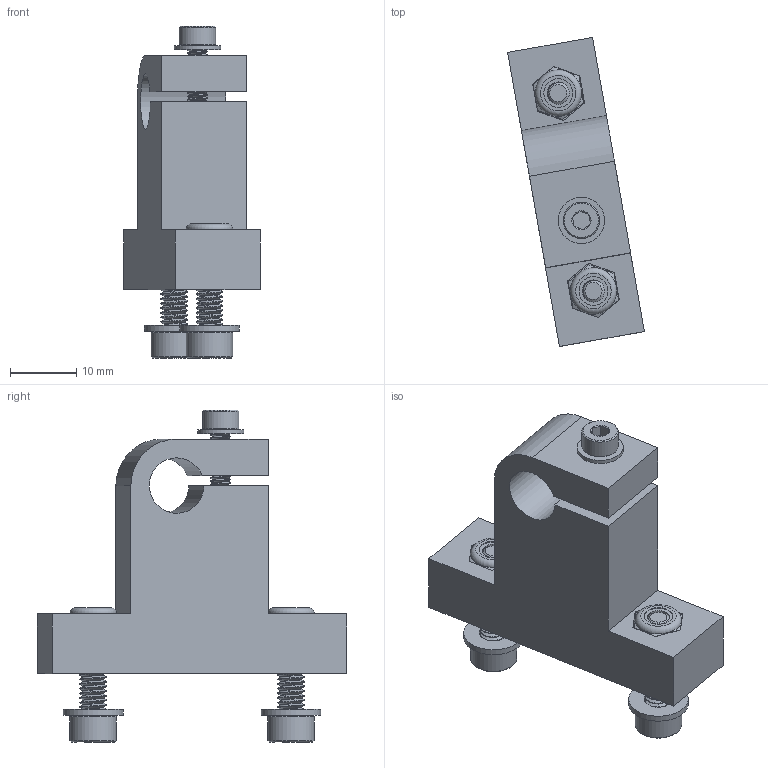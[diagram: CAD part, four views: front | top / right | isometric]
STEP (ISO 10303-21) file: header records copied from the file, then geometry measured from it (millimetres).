
FILE_DESCRIPTION(/* description */ (''),/* implementation_level */ '2;1');
FILE_NAME(/* name */ 'Y Bar Clamp Assembly.step',/* time_stamp */ '2018-04-03T20:24:33+02:00',/* author */ ('boelle'),/* organization */ (''),/* preprocessor_version */ 'ST-DEVELOPER v16.13',/* originating_system */ 'Autodesk Translation Framework v6.5.0.72',/* authorisation */ '');
FILE_SCHEMA (('AUTOMOTIVE_DESIGN { 1 0 10303 214 3 1 1 }'));
Length unit declared in the file: millimetre
Products named in the file (17): Y bar clamp assembly; M3 Lock Nut; 90576A102; M3 Washer; 98269A420; M3x16; 91290A120; M4 Lock Nut; M4 Lock Nut_1; 94645A101; M4 Washer; M4 Washer_1; 98269A430; M4x16; M4x16_1; 91290A154; y bar clamp
Assembly tree (19 placements, depth 3):
  Y bar clamp assembly
    M3 Lock Nut
      90576A102
    M3 Washer
      98269A420
    M3x16
      91290A120
    M4 Lock Nut
      94645A101
    M4 Lock Nut_1
      94645A101
    M4 Washer
      98269A430
    M4 Washer_1
      98269A430
    M4x16
      91290A154
    M4x16_1
      91290A154
    y bar clamp
Bounding box: 20.62 x 46.57 x 50.03 mm (x, y, z)
Volume: 9704.9 mm3; surface area: 8303.6 mm2
Topology: 13 solids, 13 shells, 496 faces, 1333 edges, 878 vertices
Faces by surface type: cylinder 219, plane 146, cone 116, torus 9, bspline 6
Full cylindrical faces by diameter (mm): 2.35 x30, 2.538 x1, 2.594 x6, 3 x36, 3.091 x42, 3.2 x1, 3.352 x1, 3.359 x2, 3.441 x10, 4 x54, 4.3 x2, 4.346 x2, 5.5 x1, 7 x3, 9 x2
Entity records: 22697 total; most frequent: CARTESIAN_POINT 13583, ORIENTED_EDGE 1962, DIRECTION 1642, EDGE_CURVE 981, VERTEX_POINT 647, AXIS2_PLACEMENT_3D 615, LINE 412, VECTOR 412
